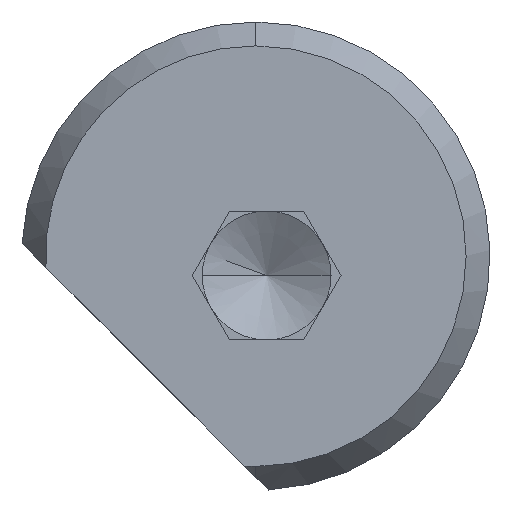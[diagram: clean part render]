
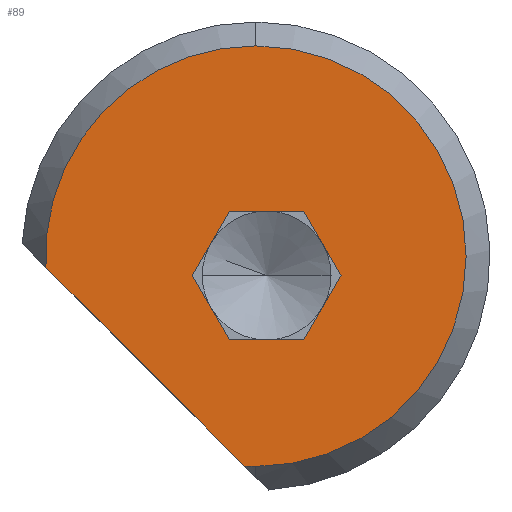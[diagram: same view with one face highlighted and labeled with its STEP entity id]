
A CAD part, left-side view. The second image highlights one B-rep face of the part: STEP entity #89.
In plain terms, the highlighted planar face has unit normal (-1, 0, 0).
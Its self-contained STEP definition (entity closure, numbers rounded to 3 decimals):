
#89=ADVANCED_FACE('',(#182,#183),#184,.F.);
#182=FACE_OUTER_BOUND('',#276,.T.);
#183=FACE_BOUND('',#277,.T.);
#184=PLANE('',#278);
#276=EDGE_LOOP('',(#467,#468,#469,#470));
#277=EDGE_LOOP('',(#471,#472,#473,#474,#475,#476));
#278=AXIS2_PLACEMENT_3D('',#477,#478,#479);
#467=ORIENTED_EDGE('',*,*,#584,.T.);
#468=ORIENTED_EDGE('',*,*,#576,.T.);
#469=ORIENTED_EDGE('',*,*,#580,.T.);
#470=ORIENTED_EDGE('',*,*,#589,.T.);
#471=ORIENTED_EDGE('',*,*,#623,.T.);
#472=ORIENTED_EDGE('',*,*,#618,.T.);
#473=ORIENTED_EDGE('',*,*,#613,.T.);
#474=ORIENTED_EDGE('',*,*,#608,.T.);
#475=ORIENTED_EDGE('',*,*,#603,.T.);
#476=ORIENTED_EDGE('',*,*,#597,.T.);
#477=CARTESIAN_POINT('',(-4.0,0.25,0.45));
#478=DIRECTION('',(1.0,0.0,0.0));
#479=DIRECTION('',(0.0,1.0,-0.0));
#576=EDGE_CURVE('',#690,#688,#691,.T.);
#580=EDGE_CURVE('',#688,#694,#696,.T.);
#584=EDGE_CURVE('',#701,#690,#702,.T.);
#589=EDGE_CURVE('',#694,#701,#707,.T.);
#597=EDGE_CURVE('',#715,#716,#717,.F.);
#603=EDGE_CURVE('',#725,#715,#726,.F.);
#608=EDGE_CURVE('',#733,#725,#734,.F.);
#613=EDGE_CURVE('',#741,#733,#742,.F.);
#618=EDGE_CURVE('',#749,#741,#750,.F.);
#623=EDGE_CURVE('',#716,#749,#756,.F.);
#688=VERTEX_POINT('',#847);
#690=VERTEX_POINT('',#850);
#691=CIRCLE('',#851,4.894);
#694=VERTEX_POINT('',#863);
#696=CIRCLE('',#866,4.894);
#701=VERTEX_POINT('',#880);
#702=LINE('',#881,#882);
#707=CIRCLE('',#906,4.894);
#715=VERTEX_POINT('',#914);
#716=VERTEX_POINT('',#915);
#717=LINE('',#916,#917);
#725=VERTEX_POINT('',#929);
#726=LINE('',#930,#931);
#733=VERTEX_POINT('',#941);
#734=LINE('',#942,#943);
#741=VERTEX_POINT('',#953);
#742=LINE('',#954,#955);
#749=VERTEX_POINT('',#965);
#750=LINE('',#966,#967);
#756=LINE('',#976,#977);
#847=CARTESIAN_POINT('',(-4.0,0.25,-4.444));
#850=CARTESIAN_POINT('',(-4.0,0.513,-4.437));
#851=AXIS2_PLACEMENT_3D('',#1037,#1038,#1039);
#863=CARTESIAN_POINT('',(-4.0,0.25,5.344));
#866=AXIS2_PLACEMENT_3D('',#1041,#1042,#1043);
#880=CARTESIAN_POINT('',(-4.0,5.137,0.187));
#881=CARTESIAN_POINT('',(-4.0,5.137,0.187));
#882=VECTOR('',#1047,6.538);
#906=AXIS2_PLACEMENT_3D('',#1049,#1050,#1051);
#914=CARTESIAN_POINT('',(-4.0,1.732,0.));
#915=CARTESIAN_POINT('',(-4.0,0.866,1.5));
#916=CARTESIAN_POINT('',(-4.0,0.866,1.5));
#917=VECTOR('',#1061,1.732);
#929=CARTESIAN_POINT('',(-4.0,0.866,-1.5));
#930=CARTESIAN_POINT('',(-4.0,1.732,0.));
#931=VECTOR('',#1066,1.732);
#941=CARTESIAN_POINT('',(-4.0,-0.866,-1.5));
#942=CARTESIAN_POINT('',(-4.0,0.866,-1.5));
#943=VECTOR('',#1070,1.732);
#953=CARTESIAN_POINT('',(-4.0,-1.732,0.));
#954=CARTESIAN_POINT('',(-4.0,-0.866,-1.5));
#955=VECTOR('',#1074,1.732);
#965=CARTESIAN_POINT('',(-4.0,-0.866,1.5));
#966=CARTESIAN_POINT('',(-4.0,-1.732,0.));
#967=VECTOR('',#1078,1.732);
#976=CARTESIAN_POINT('',(-4.0,-0.866,1.5));
#977=VECTOR('',#1082,1.732);
#1037=CARTESIAN_POINT('',(-4.0,0.25,0.45));
#1038=DIRECTION('',(-1.0,0.0,0.0));
#1039=DIRECTION('',(0.0,0.0,1.0));
#1041=CARTESIAN_POINT('',(-4.0,0.25,0.45));
#1042=DIRECTION('',(-1.0,0.0,0.0));
#1043=DIRECTION('',(0.0,0.0,1.0));
#1047=DIRECTION('',(0.0,-0.707,-0.707));
#1049=CARTESIAN_POINT('',(-4.0,0.25,0.45));
#1050=DIRECTION('',(-1.0,0.0,0.0));
#1051=DIRECTION('',(0.0,0.0,1.0));
#1061=DIRECTION('',(0.0,0.5,-0.866));
#1066=DIRECTION('',(0.0,-0.5,-0.866));
#1070=DIRECTION('',(0.0,-1.0,0.0));
#1074=DIRECTION('',(0.0,-0.5,0.866));
#1078=DIRECTION('',(0.0,0.5,0.866));
#1082=DIRECTION('',(0.0,1.0,0.0));
